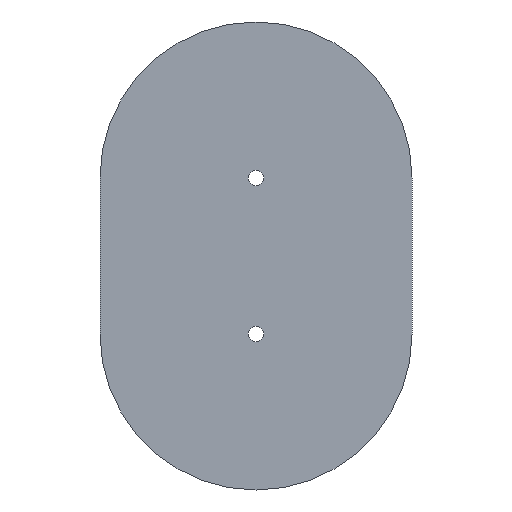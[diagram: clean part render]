
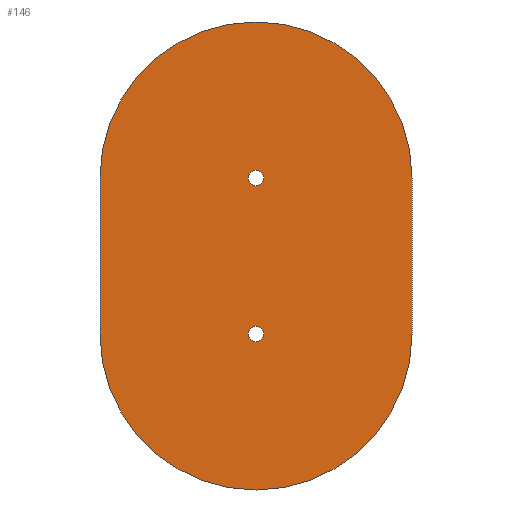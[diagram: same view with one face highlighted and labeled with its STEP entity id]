
A CAD part, front view. The second image highlights one B-rep face of the part: STEP entity #146.
In plain terms, the highlighted planar face has unit normal (0, -1, 0).
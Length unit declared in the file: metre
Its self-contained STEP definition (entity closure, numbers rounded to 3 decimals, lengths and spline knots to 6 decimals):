
#21=CIRCLE('',#164,0.2);
#22=CIRCLE('',#167,0.01);
#24=CIRCLE('',#170,0.01);
#27=CIRCLE('',#174,0.2);
#52=ORIENTED_EDGE('',*,*,#76,.F.);
#53=ORIENTED_EDGE('',*,*,#74,.F.);
#54=ORIENTED_EDGE('',*,*,#66,.T.);
#55=ORIENTED_EDGE('',*,*,#70,.T.);
#56=ORIENTED_EDGE('',*,*,#73,.F.);
#57=ORIENTED_EDGE('',*,*,#79,.F.);
#66=EDGE_CURVE('',#83,#82,#94,.T.);
#70=EDGE_CURVE('',#82,#85,#21,.T.);
#73=EDGE_CURVE('',#87,#85,#99,.T.);
#74=EDGE_CURVE('',#88,#88,#22,.T.);
#76=EDGE_CURVE('',#90,#90,#24,.T.);
#79=EDGE_CURVE('',#83,#87,#27,.T.);
#82=VERTEX_POINT('',#225);
#83=VERTEX_POINT('',#227);
#85=VERTEX_POINT('',#233);
#87=VERTEX_POINT('',#239);
#88=VERTEX_POINT('',#243);
#90=VERTEX_POINT('',#248);
#94=LINE('',#226,#102);
#99=LINE('',#240,#107);
#102=VECTOR('',#183,1.);
#107=VECTOR('',#196,1.);
#116=EDGE_LOOP('',(#52));
#117=EDGE_LOOP('',(#53));
#118=EDGE_LOOP('',(#54,#55,#56,#57));
#130=FACE_BOUND('',#116,.T.);
#131=FACE_BOUND('',#117,.T.);
#132=FACE_BOUND('',#118,.T.);
#138=PLANE('',#175);
#146=ADVANCED_FACE('',(#130,#131,#132),#138,.T.);
#164=AXIS2_PLACEMENT_3D('',#234,#190,#191);
#167=AXIS2_PLACEMENT_3D('',#242,#199,#200);
#170=AXIS2_PLACEMENT_3D('',#247,#205,#206);
#174=AXIS2_PLACEMENT_3D('',#253,#213,#214);
#175=AXIS2_PLACEMENT_3D('',#254,#215,#216);
#183=DIRECTION('',(0.,0.,1.));
#190=DIRECTION('',(0.,-1.,0.));
#191=DIRECTION('',(0.,0.,-1.));
#196=DIRECTION('',(0.,0.,1.));
#199=DIRECTION('',(0.,-1.,0.));
#200=DIRECTION('',(0.,0.,-1.));
#205=DIRECTION('',(0.,-1.,0.));
#206=DIRECTION('',(0.,0.,-1.));
#213=DIRECTION('',(0.,1.,0.));
#214=DIRECTION('',(0.,0.,-1.));
#215=DIRECTION('',(0.,-1.,0.));
#216=DIRECTION('',(1.,0.,0.));
#225=CARTESIAN_POINT('',(0.4,-0.003,0.4));
#226=CARTESIAN_POINT('',(0.4,-0.003,0.3));
#227=CARTESIAN_POINT('',(0.4,-0.003,0.2));
#233=CARTESIAN_POINT('',(0.,-0.003,0.4));
#234=CARTESIAN_POINT('',(0.2,-0.003,0.4));
#239=CARTESIAN_POINT('',(0.,-0.003,0.2));
#240=CARTESIAN_POINT('',(0.,-0.003,0.3));
#242=CARTESIAN_POINT('',(0.2,-0.003,0.4));
#243=CARTESIAN_POINT('',(0.2,-0.003,0.39));
#247=CARTESIAN_POINT('',(0.2,-0.003,0.2));
#248=CARTESIAN_POINT('',(0.2,-0.003,0.19));
#253=CARTESIAN_POINT('',(0.2,-0.003,0.2));
#254=CARTESIAN_POINT('',(0.2,-0.003,0.3));
